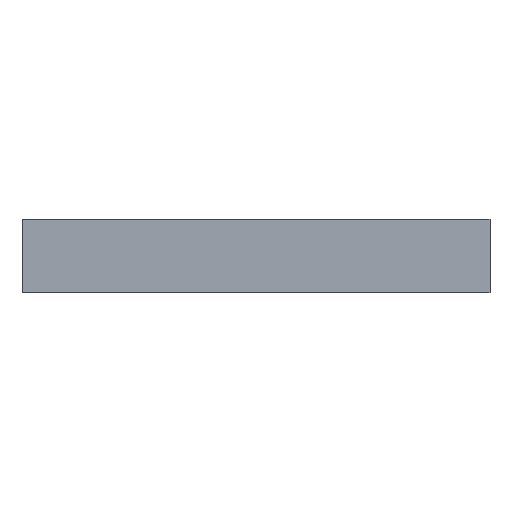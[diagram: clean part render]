
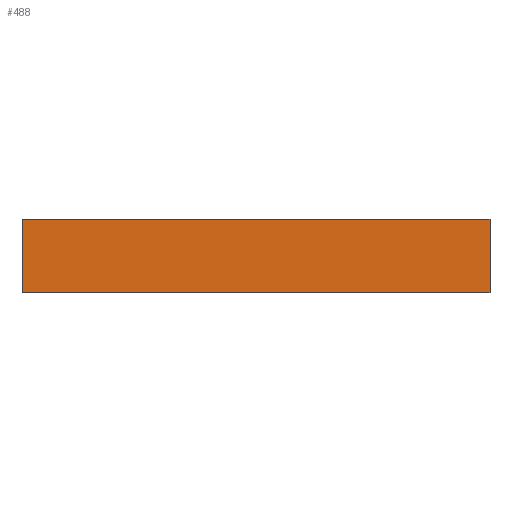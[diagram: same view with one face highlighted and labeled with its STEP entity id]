
A CAD part, left-side view. The second image highlights one B-rep face of the part: STEP entity #488.
In plain terms, the highlighted planar face has unit normal (-1, 0, 0).
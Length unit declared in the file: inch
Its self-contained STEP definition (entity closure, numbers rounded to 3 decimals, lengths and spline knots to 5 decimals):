
#21 = CARTESIAN_POINT ( 'NONE',  ( -13., 2., 0.3125 ) ) ;
#36 = VECTOR ( 'NONE', #196, 39.37008 ) ;
#37 = EDGE_LOOP ( 'NONE', ( #44, #175, #115, #242 ) ) ;
#44 = ORIENTED_EDGE ( 'NONE', *, *, #215, .T. ) ;
#45 = CARTESIAN_POINT ( 'NONE',  ( -13., 2., -0.3125 ) ) ;
#53 = VECTOR ( 'NONE', #494, 39.37008 ) ;
#59 = LINE ( 'NONE', #377, #53 ) ;
#71 = CARTESIAN_POINT ( 'NONE',  ( -13., 2., 0.3125 ) ) ;
#93 = FACE_OUTER_BOUND ( 'NONE', #37, .T. ) ;
#115 = ORIENTED_EDGE ( 'NONE', *, *, #426, .F. ) ;
#123 = VERTEX_POINT ( 'NONE', #71 ) ;
#128 = VERTEX_POINT ( 'NONE', #318 ) ;
#150 = LINE ( 'NONE', #314, #36 ) ;
#164 = VECTOR ( 'NONE', #388, 39.37008 ) ;
#175 = ORIENTED_EDGE ( 'NONE', *, *, #467, .F. ) ;
#185 = DIRECTION ( 'NONE',  ( 1., 0., 0. ) ) ;
#196 = DIRECTION ( 'NONE',  ( 0., 0., -1. ) ) ;
#198 = EDGE_CURVE ( 'NONE', #123, #289, #150, .T. ) ;
#215 = EDGE_CURVE ( 'NONE', #289, #128, #238, .T. ) ;
#217 = VECTOR ( 'NONE', #301, 39.37008 ) ;
#238 = LINE ( 'NONE', #463, #164 ) ;
#242 = ORIENTED_EDGE ( 'NONE', *, *, #198, .T. ) ;
#253 = AXIS2_PLACEMENT_3D ( 'NONE', #21, #185, #258 ) ;
#258 = DIRECTION ( 'NONE',  ( 0., 0., -1. ) ) ;
#289 = VERTEX_POINT ( 'NONE', #45 ) ;
#301 = DIRECTION ( 'NONE',  ( 0., -1., 0. ) ) ;
#314 = CARTESIAN_POINT ( 'NONE',  ( -13., 2., 0.3125 ) ) ;
#318 = CARTESIAN_POINT ( 'NONE',  ( -13., -2., -0.3125 ) ) ;
#326 = VERTEX_POINT ( 'NONE', #352 ) ;
#338 = CARTESIAN_POINT ( 'NONE',  ( -13., 2., 0.3125 ) ) ;
#352 = CARTESIAN_POINT ( 'NONE',  ( -13., -2., 0.3125 ) ) ;
#366 = PLANE ( 'NONE',  #253 ) ;
#377 = CARTESIAN_POINT ( 'NONE',  ( -13., -2., 0.3125 ) ) ;
#388 = DIRECTION ( 'NONE',  ( 0., -1., 0. ) ) ;
#412 = LINE ( 'NONE', #338, #217 ) ;
#426 = EDGE_CURVE ( 'NONE', #123, #326, #412, .T. ) ;
#463 = CARTESIAN_POINT ( 'NONE',  ( -13., 2., -0.3125 ) ) ;
#467 = EDGE_CURVE ( 'NONE', #326, #128, #59, .T. ) ;
#488 = ADVANCED_FACE ( 'NONE', ( #93 ), #366, .F. ) ;
#494 = DIRECTION ( 'NONE',  ( 0., 0., -1. ) ) ;
